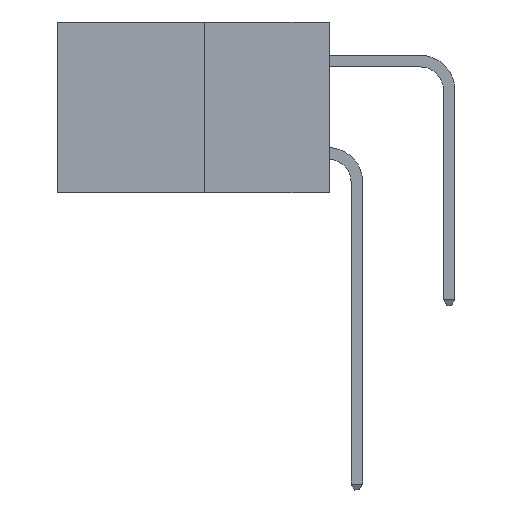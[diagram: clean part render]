
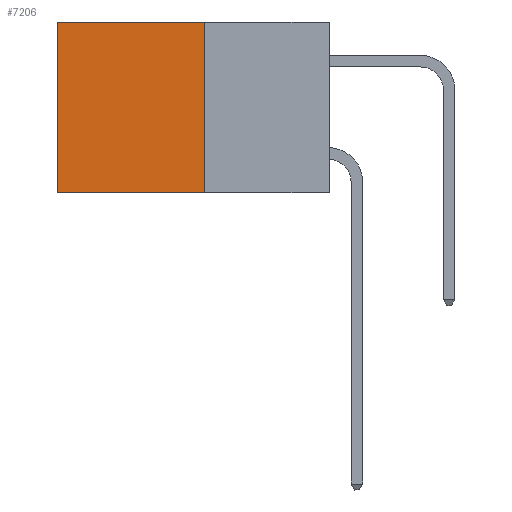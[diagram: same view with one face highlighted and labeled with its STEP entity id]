
A CAD part, left-side view. The second image highlights one B-rep face of the part: STEP entity #7206.
In plain terms, the highlighted planar face has unit normal (-1, 0, 0).
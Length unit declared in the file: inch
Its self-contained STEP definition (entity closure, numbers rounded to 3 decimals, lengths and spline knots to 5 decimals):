
#226 = CARTESIAN_POINT ( 'NONE',  ( 0.277, 0.59, -0.37 ) ) ;
#689 = DIRECTION ( 'NONE',  ( 0., 0., -1. ) ) ;
#985 = VERTEX_POINT ( 'NONE', #226 ) ;
#1726 = LINE ( 'NONE', #6818, #10789 ) ;
#1737 = CARTESIAN_POINT ( 'NONE',  ( 0.277, 0.27, 0. ) ) ;
#1895 = VECTOR ( 'NONE', #12071, 39.37008 ) ;
#3189 = VERTEX_POINT ( 'NONE', #3568 ) ;
#3352 = ORIENTED_EDGE ( 'NONE', *, *, #12347, .F. ) ;
#3568 = CARTESIAN_POINT ( 'NONE',  ( 0.277, 0.27, -0.37 ) ) ;
#3593 = EDGE_CURVE ( 'NONE', #3189, #985, #16340, .T. ) ;
#4019 = EDGE_LOOP ( 'NONE', ( #16733, #5780, #3352, #15415 ) ) ;
#4275 = PLANE ( 'NONE',  #17626 ) ;
#4749 = CARTESIAN_POINT ( 'NONE',  ( 0.277, 0.27, -0.37 ) ) ;
#4989 = DIRECTION ( 'NONE',  ( 1., 0., 0. ) ) ;
#5770 = CARTESIAN_POINT ( 'NONE',  ( 0.277, 0.59, 0. ) ) ;
#5780 = ORIENTED_EDGE ( 'NONE', *, *, #3593, .F. ) ;
#5995 = DIRECTION ( 'NONE',  ( 0., 0., -1. ) ) ;
#6773 = VECTOR ( 'NONE', #689, 39.37008 ) ;
#6818 = CARTESIAN_POINT ( 'NONE',  ( 0.277, 0.27, 0. ) ) ;
#7097 = CARTESIAN_POINT ( 'NONE',  ( 0.277, 0.27, -0.37 ) ) ;
#7206 = ADVANCED_FACE ( 'NONE', ( #7852 ), #4275, .F. ) ;
#7852 = FACE_OUTER_BOUND ( 'NONE', #4019, .T. ) ;
#8715 = DIRECTION ( 'NONE',  ( 0., 1., 0. ) ) ;
#10580 = LINE ( 'NONE', #7097, #6773 ) ;
#10789 = VECTOR ( 'NONE', #8715, 39.37008 ) ;
#11693 = CARTESIAN_POINT ( 'NONE',  ( 0.277, 0.27, -0.37 ) ) ;
#12071 = DIRECTION ( 'NONE',  ( 0., 1., 0. ) ) ;
#12347 = EDGE_CURVE ( 'NONE', #18895, #3189, #10580, .T. ) ;
#13411 = VERTEX_POINT ( 'NONE', #5770 ) ;
#14034 = EDGE_CURVE ( 'NONE', #13411, #985, #18802, .T. ) ;
#15415 = ORIENTED_EDGE ( 'NONE', *, *, #16341, .T. ) ;
#16340 = LINE ( 'NONE', #11693, #1895 ) ;
#16341 = EDGE_CURVE ( 'NONE', #18895, #13411, #1726, .T. ) ;
#16733 = ORIENTED_EDGE ( 'NONE', *, *, #14034, .T. ) ;
#17626 = AXIS2_PLACEMENT_3D ( 'NONE', #4749, #4989, #5995 ) ;
#17649 = CARTESIAN_POINT ( 'NONE',  ( 0.277, 0.59, -0.37 ) ) ;
#18254 = VECTOR ( 'NONE', #19426, 39.37008 ) ;
#18802 = LINE ( 'NONE', #17649, #18254 ) ;
#18895 = VERTEX_POINT ( 'NONE', #1737 ) ;
#19426 = DIRECTION ( 'NONE',  ( 0., 0., -1. ) ) ;
